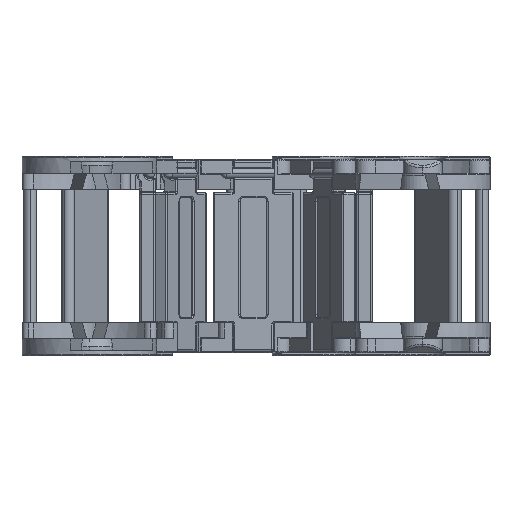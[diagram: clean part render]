
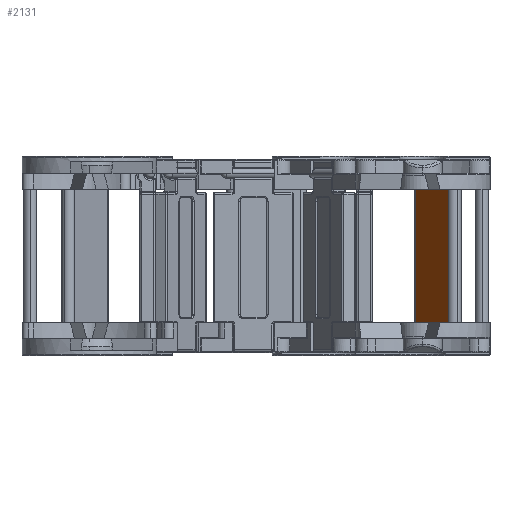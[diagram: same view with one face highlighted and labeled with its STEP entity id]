
A CAD part, left-side view. The second image highlights one B-rep face of the part: STEP entity #2131.
In plain terms, the highlighted face is planar.
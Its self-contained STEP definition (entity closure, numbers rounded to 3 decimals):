
#20 = DIRECTION ( 'NONE',  ( 1., 0., 0. ) ) ;
#313 = CARTESIAN_POINT ( 'NONE',  ( -31.408, -3.369, 57.505 ) ) ;
#1195 = EDGE_CURVE ( 'NONE', #2249, #14426, #4194, .T. ) ;
#2131 = ADVANCED_FACE ( 'NONE', ( #7495 ), #4506, .F. ) ;
#2163 = LINE ( 'NONE', #3422, #5899 ) ;
#2249 = VERTEX_POINT ( 'NONE', #9695 ) ;
#2508 = EDGE_CURVE ( 'NONE', #2249, #4835, #2163, .T. ) ;
#2627 = VECTOR ( 'NONE', #8642, 1000. ) ;
#2768 = VECTOR ( 'NONE', #12984, 1000. ) ;
#3044 = ORIENTED_EDGE ( 'NONE', *, *, #10660, .T. ) ;
#3422 = CARTESIAN_POINT ( 'NONE',  ( -42.408, -3.369, 37.505 ) ) ;
#4194 = LINE ( 'NONE', #14212, #2768 ) ;
#4506 = PLANE ( 'NONE',  #5674 ) ;
#4835 = VERTEX_POINT ( 'NONE', #9612 ) ;
#5424 = CARTESIAN_POINT ( 'NONE',  ( -41.408, -3.369, 57.505 ) ) ;
#5674 = AXIS2_PLACEMENT_3D ( 'NONE', #10730, #9347, #12641 ) ;
#5899 = VECTOR ( 'NONE', #20, 1000. ) ;
#6187 = LINE ( 'NONE', #11943, #2627 ) ;
#7004 = VERTEX_POINT ( 'NONE', #313 ) ;
#7007 = LINE ( 'NONE', #8236, #11735 ) ;
#7495 = FACE_OUTER_BOUND ( 'NONE', #8379, .T. ) ;
#8236 = CARTESIAN_POINT ( 'NONE',  ( -31.408, -3.369, 37.505 ) ) ;
#8354 = ORIENTED_EDGE ( 'NONE', *, *, #11955, .T. ) ;
#8379 = EDGE_LOOP ( 'NONE', ( #8832, #3044, #8354, #12452 ) ) ;
#8642 = DIRECTION ( 'NONE',  ( 1., 0., 0. ) ) ;
#8832 = ORIENTED_EDGE ( 'NONE', *, *, #1195, .T. ) ;
#9347 = DIRECTION ( 'NONE',  ( 0., -1., 0. ) ) ;
#9612 = CARTESIAN_POINT ( 'NONE',  ( -31.408, -3.369, 37.505 ) ) ;
#9695 = CARTESIAN_POINT ( 'NONE',  ( -41.408, -3.369, 37.505 ) ) ;
#10660 = EDGE_CURVE ( 'NONE', #14426, #7004, #6187, .T. ) ;
#10730 = CARTESIAN_POINT ( 'NONE',  ( -42.408, -3.369, 52.505 ) ) ;
#11659 = DIRECTION ( 'NONE',  ( 0., 0., -1. ) ) ;
#11735 = VECTOR ( 'NONE', #11659, 1000. ) ;
#11943 = CARTESIAN_POINT ( 'NONE',  ( -42.408, -3.369, 57.505 ) ) ;
#11955 = EDGE_CURVE ( 'NONE', #7004, #4835, #7007, .T. ) ;
#12452 = ORIENTED_EDGE ( 'NONE', *, *, #2508, .F. ) ;
#12641 = DIRECTION ( 'NONE',  ( 1., 0., 0. ) ) ;
#12984 = DIRECTION ( 'NONE',  ( 0., 0., 1. ) ) ;
#14212 = CARTESIAN_POINT ( 'NONE',  ( -41.408, -3.369, 52.505 ) ) ;
#14426 = VERTEX_POINT ( 'NONE', #5424 ) ;
